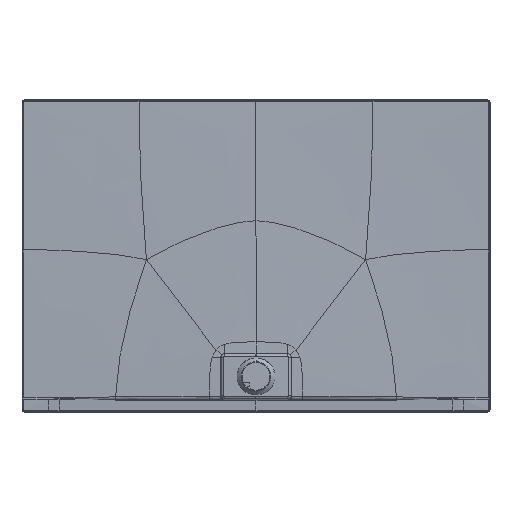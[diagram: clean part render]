
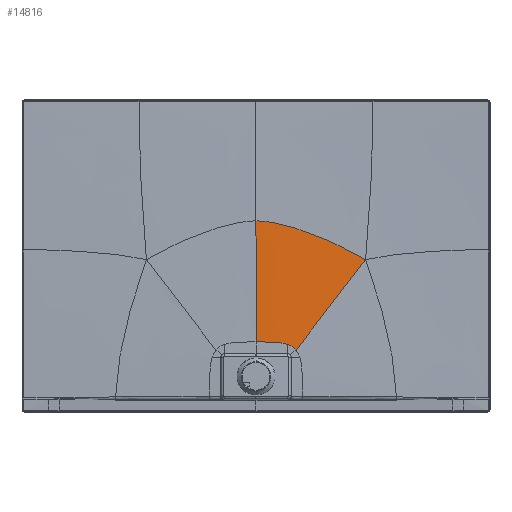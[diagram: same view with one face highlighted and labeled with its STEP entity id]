
A CAD part, front view. The second image highlights one B-rep face of the part: STEP entity #14816.
In plain terms, the highlighted free-form (B-spline) face has degree [3, 3] with [9, 8] control points.
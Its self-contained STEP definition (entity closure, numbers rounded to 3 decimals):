
#3695=CARTESIAN_POINT('',(101.029,-20.699,216.294));
#3696=CARTESIAN_POINT('',(106.843,-20.699,214.31));
#3697=CARTESIAN_POINT('',(117.107,-20.698,209.467));
#3698=CARTESIAN_POINT('',(124.96,-20.698,202.493));
#3699=CARTESIAN_POINT('',(128.361,-20.698,198.382));
#3715=CARTESIAN_POINT('',(0.,-20.699,
225.069));
#3717=CARTESIAN_POINT('',(0.,-20.699,
225.069));
#3718=CARTESIAN_POINT('',(11.658,-20.699,225.069));
#3719=CARTESIAN_POINT('',(33.167,-20.699,224.919));
#3720=CARTESIAN_POINT('',(60.433,-20.699,223.761));
#3721=CARTESIAN_POINT('',(83.12,-20.699,221.181));
#3722=CARTESIAN_POINT('',(95.474,-20.699,218.19));
#3723=CARTESIAN_POINT('',(101.029,-20.699,216.294));
#3725=CARTESIAN_POINT('',(101.029,-20.699,216.294));
#4735=CARTESIAN_POINT('',(351.364,-10.079,488.367));
#4736=CARTESIAN_POINT('',(344.645,-10.322,479.687));
#4737=CARTESIAN_POINT('',(331.471,-10.814,462.663));
#4738=CARTESIAN_POINT('',(306.324,-11.814,430.13));
#4739=CARTESIAN_POINT('',(265.693,-13.58,377.452));
#4740=CARTESIAN_POINT('',(217.,-15.968,313.943));
#4741=CARTESIAN_POINT('',(168.398,-18.456,250.348));
#4742=CARTESIAN_POINT('',(140.857,-19.961,214.523));
#4743=CARTESIAN_POINT('',(128.361,-20.698,198.382));
#4745=DIRECTION('',(0.,-0.023,-1.));
#4746=VECTOR('',#4745,387.601);
#4747=CARTESIAN_POINT('',(0.,-11.849,
612.569));
#4748=LINE('',#4747,#4746);
#5519=CARTESIAN_POINT('',(351.364,-10.079,488.367));
#5520=CARTESIAN_POINT('',(334.692,-10.229,498.882));
#5521=CARTESIAN_POINT('',(301.661,-10.492,517.796));
#5522=CARTESIAN_POINT('',(237.568,-10.904,548.658));
#5523=CARTESIAN_POINT('',(161.504,-11.31,578.646));
#5524=CARTESIAN_POINT('',(76.459,-11.722,605.2));
#5525=CARTESIAN_POINT('',(24.516,-11.849,612.569));
#5526=CARTESIAN_POINT('',(0.,-11.849,
612.569));
#6422=VERTEX_POINT('',#3725);
#6423=VERTEX_POINT('',#3699);
#6424=VERTEX_POINT('',#3715);
#6480=VERTEX_POINT('',#4735);
#6481=CARTESIAN_POINT('',(0.,-11.849,
612.569));
#6482=VERTEX_POINT('',#6481);
#14734=CARTESIAN_POINT('',(-1.32,-20.79,
221.078));
#14735=CARTESIAN_POINT('',(16.987,-20.79,
221.083));
#14736=CARTESIAN_POINT('',(48.698,-20.79,
220.896));
#14737=CARTESIAN_POINT('',(84.539,-20.788,
218.124));
#14738=CARTESIAN_POINT('',(106.058,-20.787,
212.224));
#14739=CARTESIAN_POINT('',(119.371,-20.787,
204.266));
#14740=CARTESIAN_POINT('',(124.795,-20.788,
198.958));
#14741=CARTESIAN_POINT('',(127.269,-20.789,
195.844));
#14742=CARTESIAN_POINT('',(-1.319,-20.022,
254.699));
#14743=CARTESIAN_POINT('',(16.954,-20.022,
254.734));
#14744=CARTESIAN_POINT('',(49.449,-20.025,
253.358));
#14745=CARTESIAN_POINT('',(88.261,-20.037,
246.079));
#14746=CARTESIAN_POINT('',(113.125,-20.045,
235.39));
#14747=CARTESIAN_POINT('',(129.618,-20.039,
223.584));
#14748=CARTESIAN_POINT('',(136.866,-20.029,
216.393));
#14749=CARTESIAN_POINT('',(140.35,-20.021,
212.328));
#14750=CARTESIAN_POINT('',(-1.343,-18.517,
320.61));
#14751=CARTESIAN_POINT('',(17.247,-18.517,
320.704));
#14752=CARTESIAN_POINT('',(52.103,-18.524,
317.021));
#14753=CARTESIAN_POINT('',(97.921,-18.556,
301.353));
#14754=CARTESIAN_POINT('',(129.89,-18.574,
282.339));
#14755=CARTESIAN_POINT('',(152.628,-18.546,
264.255));
#14756=CARTESIAN_POINT('',(163.321,-18.511,
254.066));
#14757=CARTESIAN_POINT('',(168.692,-18.485,
248.48));
#14758=CARTESIAN_POINT('',(-1.434,-16.274,
418.812));
#14759=CARTESIAN_POINT('',(18.383,-16.274,
418.982));
#14760=CARTESIAN_POINT('',(58.186,-16.269,
412.367));
#14761=CARTESIAN_POINT('',(116.584,-16.264,
386.658));
#14762=CARTESIAN_POINT('',(160.834,-16.229,
358.413));
#14763=CARTESIAN_POINT('',(193.938,-16.118,
333.555));
#14764=CARTESIAN_POINT('',(210.149,-16.02,
320.012));
#14765=CARTESIAN_POINT('',(218.491,-15.957,
312.628));
#14766=CARTESIAN_POINT('',(-1.547,-14.43,
499.54));
#14767=CARTESIAN_POINT('',(19.808,-14.432,
499.743));
#14768=CARTESIAN_POINT('',(64.217,-14.389,
491.827));
#14769=CARTESIAN_POINT('',(133.539,-14.257,
462.039));
#14770=CARTESIAN_POINT('',(189.596,-14.089,
429.922));
#14771=CARTESIAN_POINT('',(233.777,-13.847,
401.078));
#14772=CARTESIAN_POINT('',(256.131,-13.669,
384.867));
#14773=CARTESIAN_POINT('',(267.772,-13.561,
375.848));
#14774=CARTESIAN_POINT('',(-1.663,-13.14,
556.051));
#14775=CARTESIAN_POINT('',(21.289,-13.142,
556.253));
#14776=CARTESIAN_POINT('',(69.434,-13.059,
548.341));
#14777=CARTESIAN_POINT('',(146.7,-12.792,
519.013));
#14778=CARTESIAN_POINT('',(212.294,-12.502,
487.046));
#14779=CARTESIAN_POINT('',(266.363,-12.161,
456.547));
#14780=CARTESIAN_POINT('',(294.33,-11.928,
438.535));
#14781=CARTESIAN_POINT('',(308.93,-11.789,
428.314));
#14782=CARTESIAN_POINT('',(-1.746,-12.382,
589.236));
#14783=CARTESIAN_POINT('',(22.357,-12.385,
589.431));
#14784=CARTESIAN_POINT('',(72.964,-12.276,
581.782));
#14785=CARTESIAN_POINT('',(155.11,-11.922,
553.668));
#14786=CARTESIAN_POINT('',(226.716,-11.562,
522.618));
#14787=CARTESIAN_POINT('',(287.133,-11.171,
491.511));
#14788=CARTESIAN_POINT('',(318.661,-10.912,
472.518));
#14789=CARTESIAN_POINT('',(335.102,-10.759,
461.629));
#14790=CARTESIAN_POINT('',(-1.795,-11.993,
606.275));
#14791=CARTESIAN_POINT('',(22.984,-11.996,
606.465));
#14792=CARTESIAN_POINT('',(74.972,-11.874,
599.038));
#14793=CARTESIAN_POINT('',(159.727,-11.475,
571.863));
#14794=CARTESIAN_POINT('',(234.569,-11.081,
541.555));
#14795=CARTESIAN_POINT('',(298.399,-10.669,
510.255));
#14796=CARTESIAN_POINT('',(331.812,-10.399,
490.795));
#14797=CARTESIAN_POINT('',(349.211,-10.239,
479.582));
#14798=CARTESIAN_POINT('',(-1.823,-11.788,
615.242));
#14799=CARTESIAN_POINT('',(23.339,-11.791,
615.428));
#14800=CARTESIAN_POINT('',(76.092,-11.662,
608.138));
#14801=CARTESIAN_POINT('',(162.257,-11.24,
581.533));
#14802=CARTESIAN_POINT('',(238.84,-10.829,
551.679));
#14803=CARTESIAN_POINT('',(304.491,-10.407,
520.305));
#14804=CARTESIAN_POINT('',(338.897,-10.133,
500.609));
#14805=CARTESIAN_POINT('',(356.795,-9.97,
489.235));
#14806=B_SPLINE_SURFACE_WITH_KNOTS('',3,3,((#14734,#14735,#14736,#14737,#14738,
#14739,#14740,#14741),(#14742,#14743,#14744,#14745,#14746,#14747,#14748,#14749),
(#14750,#14751,#14752,#14753,#14754,#14755,#14756,#14757),(#14758,#14759,#14760,
#14761,#14762,#14763,#14764,#14765),(#14766,#14767,#14768,#14769,#14770,#14771,
#14772,#14773),(#14774,#14775,#14776,#14777,#14778,#14779,#14780,#14781),
(#14782,#14783,#14784,#14785,#14786,#14787,#14788,#14789),(#14790,#14791,#14792,
#14793,#14794,#14795,#14796,#14797),(#14798,#14799,#14800,#14801,#14802,#14803,
#14804,#14805)),.UNSPECIFIED.,.F.,.F.,.F.,(4,1,1,1,1,1,4),(4,1,1,1,1,4),(
-0.005,0.125,0.25,0.375,0.438,0.469,0.503),
(-0.003,0.125,0.25,0.375,0.438,0.504),
.UNSPECIFIED.);
#14808=ORIENTED_EDGE('',*,*,#14807,.F.);
#14810=ORIENTED_EDGE('',*,*,#14809,.F.);
#14811=ORIENTED_EDGE('',*,*,#14727,.T.);
#14812=ORIENTED_EDGE('',*,*,#12984,.F.);
#14813=ORIENTED_EDGE('',*,*,#13043,.F.);
#14814=EDGE_LOOP('',(#14808,#14810,#14811,#14812,#14813));
#14815=FACE_OUTER_BOUND('',#14814,.F.);
#14816=ADVANCED_FACE('',(#14815),#14806,.F.);
#3700=B_SPLINE_CURVE_WITH_KNOTS('',3,(#3695,#3696,#3697,#3698,#3699),
.UNSPECIFIED.,.F.,.F.,(4,1,4),(0.,0.5,1.),.UNSPECIFIED.);
#3724=B_SPLINE_CURVE_WITH_KNOTS('',3,(#3717,#3718,#3719,#3720,#3721,#3722,
#3723),.UNSPECIFIED.,.F.,.F.,(4,1,1,1,4),(0.,0.25,
0.5,0.75,1.),.UNSPECIFIED.);
#4744=B_SPLINE_CURVE_WITH_KNOTS('',3,(#4735,#4736,#4737,#4738,#4739,#4740,#4741,
#4742,#4743),.UNSPECIFIED.,.F.,.F.,(4,1,1,1,1,1,4),(0.,0.062,
0.125,0.25,0.5,0.75,1.),
.UNSPECIFIED.);
#5527=B_SPLINE_CURVE_WITH_KNOTS('',3,(#5519,#5520,#5521,#5522,#5523,#5524,#5525,
#5526),.UNSPECIFIED.,.F.,.F.,(4,1,1,1,1,4),(0.,0.125,
0.25,0.5,0.75,1.),.UNSPECIFIED.);
#12984=EDGE_CURVE('',#6422,#6423,#3700,.T.);
#13043=EDGE_CURVE('',#6424,#6422,#3724,.T.);
#14727=EDGE_CURVE('',#6480,#6423,#4744,.T.);
#14807=EDGE_CURVE('',#6482,#6424,#4748,.T.);
#14809=EDGE_CURVE('',#6480,#6482,#5527,.T.);
